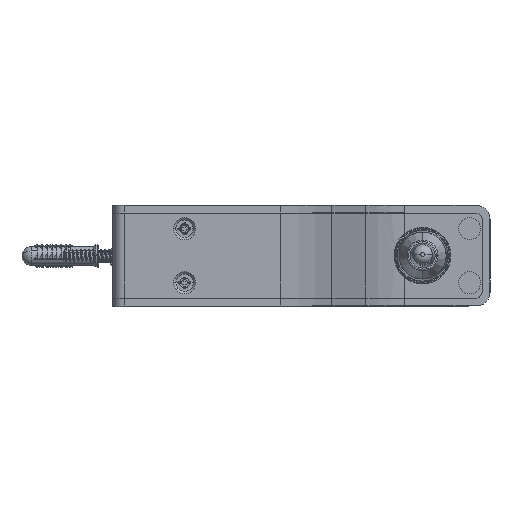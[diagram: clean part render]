
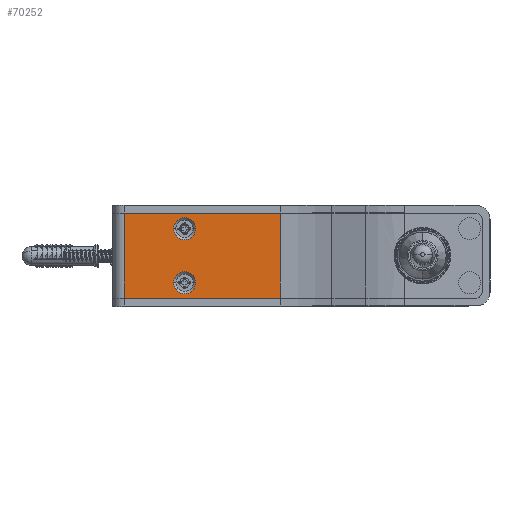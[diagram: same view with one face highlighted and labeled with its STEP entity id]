
A CAD part, top view. The second image highlights one B-rep face of the part: STEP entity #70252.
In plain terms, the highlighted planar face has unit normal (0, 0, 1).
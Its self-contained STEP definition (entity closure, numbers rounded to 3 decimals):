
#923 = VERTEX_POINT ( 'NONE', #56592 ) ;
#1128 = CARTESIAN_POINT ( 'NONE',  ( -105.645, 13.526, -9.48 ) ) ;
#8592 = AXIS2_PLACEMENT_3D ( 'NONE', #190545, #43146, #40211 ) ;
#11415 = EDGE_CURVE ( 'NONE', #87549, #89773, #152230, .T. ) ;
#13901 = FACE_BOUND ( 'NONE', #140602, .T. ) ;
#14768 = CARTESIAN_POINT ( 'NONE',  ( -51.77, 13.526, -9.48 ) ) ;
#14802 = AXIS2_PLACEMENT_3D ( 'NONE', #133848, #86354, #194123 ) ;
#26276 = CARTESIAN_POINT ( 'NONE',  ( -101.445, -13.474, -9.48 ) ) ;
#28779 = VERTEX_POINT ( 'NONE', #41985 ) ;
#29689 = DIRECTION ( 'NONE',  ( -1., 0., 0. ) ) ;
#36534 = CARTESIAN_POINT ( 'NONE',  ( -82.251, 8.626, -9.48 ) ) ;
#39089 = DIRECTION ( 'NONE',  ( 1., 0., 0. ) ) ;
#40211 = DIRECTION ( 'NONE',  ( 1., 0., 0. ) ) ;
#41985 = CARTESIAN_POINT ( 'NONE',  ( -85.751, -8.574, -9.48 ) ) ;
#42213 = EDGE_LOOP ( 'NONE', ( #61073, #58162 ) ) ;
#42337 = ORIENTED_EDGE ( 'NONE', *, *, #94244, .F. ) ;
#43146 = DIRECTION ( 'NONE',  ( 0., 0., 1. ) ) ;
#45511 = FACE_BOUND ( 'NONE', #42213, .T. ) ;
#54516 = EDGE_CURVE ( 'NONE', #923, #142085, #54785, .T. ) ;
#54785 = CIRCLE ( 'NONE', #190609, 3.5 ) ;
#54955 = ORIENTED_EDGE ( 'NONE', *, *, #58543, .T. ) ;
#55920 = ORIENTED_EDGE ( 'NONE', *, *, #92931, .F. ) ;
#56592 = CARTESIAN_POINT ( 'NONE',  ( -78.751, 8.626, -9.48 ) ) ;
#57606 = EDGE_LOOP ( 'NONE', ( #54955, #130123, #166216, #55920 ) ) ;
#58162 = ORIENTED_EDGE ( 'NONE', *, *, #72165, .F. ) ;
#58543 = EDGE_CURVE ( 'NONE', #139743, #87549, #132082, .T. ) ;
#61073 = ORIENTED_EDGE ( 'NONE', *, *, #54516, .F. ) ;
#63232 = FACE_OUTER_BOUND ( 'NONE', #57606, .T. ) ;
#70252 = ADVANCED_FACE ( 'NONE', ( #63232, #45511, #13901 ), #138439, .F. ) ;
#70877 = VERTEX_POINT ( 'NONE', #79332 ) ;
#71703 = CARTESIAN_POINT ( 'NONE',  ( -105.645, -13.474, -9.48 ) ) ;
#72165 = EDGE_CURVE ( 'NONE', #142085, #923, #106226, .T. ) ;
#76911 = DIRECTION ( 'NONE',  ( 0., 1., 0. ) ) ;
#78284 = ORIENTED_EDGE ( 'NONE', *, *, #141627, .F. ) ;
#79332 = CARTESIAN_POINT ( 'NONE',  ( -101.445, 13.526, -9.48 ) ) ;
#85779 = CARTESIAN_POINT ( 'NONE',  ( -85.751, 8.626, -9.48 ) ) ;
#86354 = DIRECTION ( 'NONE',  ( 0., 0., 1. ) ) ;
#87549 = VERTEX_POINT ( 'NONE', #123971 ) ;
#89773 = VERTEX_POINT ( 'NONE', #14768 ) ;
#91337 = CARTESIAN_POINT ( 'NONE',  ( -82.251, 8.626, -9.48 ) ) ;
#92931 = EDGE_CURVE ( 'NONE', #139743, #70877, #136312, .T. ) ;
#93666 = VECTOR ( 'NONE', #76911, 1000. ) ;
#94244 = EDGE_CURVE ( 'NONE', #157739, #28779, #160216, .T. ) ;
#106226 = CIRCLE ( 'NONE', #153836, 3.5 ) ;
#120660 = CARTESIAN_POINT ( 'NONE',  ( -102.045, 16.086, -9.48 ) ) ;
#122593 = DIRECTION ( 'NONE',  ( 0., 0., -1. ) ) ;
#123377 = CARTESIAN_POINT ( 'NONE',  ( -101.445, 16.086, -9.48 ) ) ;
#123971 = CARTESIAN_POINT ( 'NONE',  ( -51.77, -13.474, -9.48 ) ) ;
#128453 = CIRCLE ( 'NONE', #14802, 3.5 ) ;
#130123 = ORIENTED_EDGE ( 'NONE', *, *, #11415, .T. ) ;
#132082 = LINE ( 'NONE', #71703, #149409 ) ;
#133848 = CARTESIAN_POINT ( 'NONE',  ( -82.251, -8.574, -9.48 ) ) ;
#134755 = LINE ( 'NONE', #1128, #153998 ) ;
#135871 = CARTESIAN_POINT ( 'NONE',  ( -78.751, -8.574, -9.48 ) ) ;
#136312 = LINE ( 'NONE', #123377, #93666 ) ;
#137406 = CARTESIAN_POINT ( 'NONE',  ( -51.77, 13.566, -9.48 ) ) ;
#137634 = DIRECTION ( 'NONE',  ( 1., 0., 0. ) ) ;
#138439 = PLANE ( 'NONE',  #181937 ) ;
#138838 = DIRECTION ( 'NONE',  ( 0., 0., 1. ) ) ;
#139743 = VERTEX_POINT ( 'NONE', #26276 ) ;
#140602 = EDGE_LOOP ( 'NONE', ( #42337, #78284 ) ) ;
#141627 = EDGE_CURVE ( 'NONE', #28779, #157739, #128453, .T. ) ;
#142085 = VERTEX_POINT ( 'NONE', #85779 ) ;
#143368 = DIRECTION ( 'NONE',  ( 1., 0., 0. ) ) ;
#144967 = VECTOR ( 'NONE', #169030, 1000. ) ;
#146585 = EDGE_CURVE ( 'NONE', #70877, #89773, #134755, .T. ) ;
#149409 = VECTOR ( 'NONE', #39089, 1000. ) ;
#152230 = LINE ( 'NONE', #137406, #144967 ) ;
#153660 = DIRECTION ( 'NONE',  ( 1., 0., 0. ) ) ;
#153836 = AXIS2_PLACEMENT_3D ( 'NONE', #36534, #173031, #143368 ) ;
#153998 = VECTOR ( 'NONE', #137634, 1000. ) ;
#157739 = VERTEX_POINT ( 'NONE', #135871 ) ;
#160216 = CIRCLE ( 'NONE', #8592, 3.5 ) ;
#166216 = ORIENTED_EDGE ( 'NONE', *, *, #146585, .F. ) ;
#169030 = DIRECTION ( 'NONE',  ( 0., 1., 0. ) ) ;
#173031 = DIRECTION ( 'NONE',  ( 0., 0., 1. ) ) ;
#181937 = AXIS2_PLACEMENT_3D ( 'NONE', #120660, #122593, #29689 ) ;
#190545 = CARTESIAN_POINT ( 'NONE',  ( -82.251, -8.574, -9.48 ) ) ;
#190609 = AXIS2_PLACEMENT_3D ( 'NONE', #91337, #138838, #153660 ) ;
#194123 = DIRECTION ( 'NONE',  ( 1., 0., 0. ) ) ;
